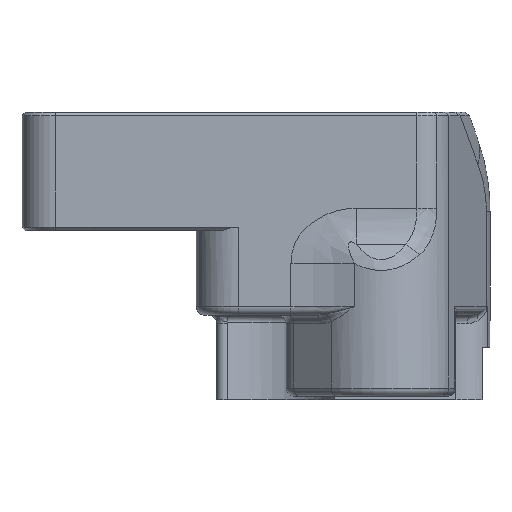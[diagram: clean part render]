
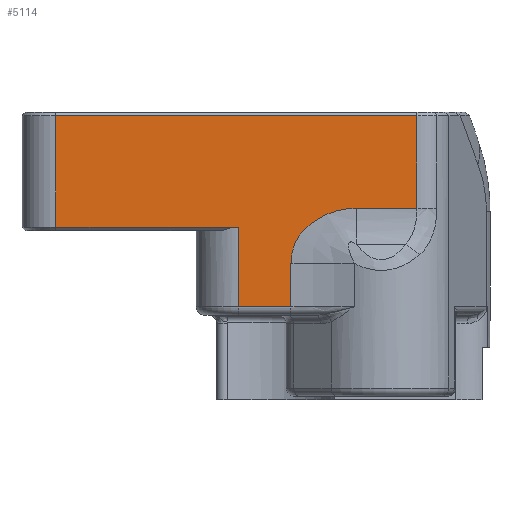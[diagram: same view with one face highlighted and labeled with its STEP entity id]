
A CAD part, front view. The second image highlights one B-rep face of the part: STEP entity #5114.
In plain terms, the highlighted planar face has unit normal (0, -1, 0).
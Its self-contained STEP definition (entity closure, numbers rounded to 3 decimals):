
#114=B_SPLINE_CURVE_WITH_KNOTS('',3,(#8908,#8909,#8910,#8911,#8912,#8913,
#8914,#8915,#8916),.UNSPECIFIED.,.F.,.F.,(4,1,1,1,1,1,4),(-1.,-0.857,
-0.571,-0.429,-0.286,-0.143,
0.),.UNSPECIFIED.);
#269=PLANE('',#5590);
#576=FACE_OUTER_BOUND('',#898,.T.);
#898=EDGE_LOOP('',(#4442,#4443,#4444,#4445,#4446,#4447,#4448,#4449,#4450));
#1333=LINE('',#8393,#1817);
#1335=LINE('',#8398,#1819);
#1354=LINE('',#8458,#1838);
#1366=LINE('',#8869,#1850);
#1374=LINE('',#8903,#1858);
#1375=LINE('',#8906,#1859);
#1376=LINE('',#8918,#1860);
#1377=LINE('',#8919,#1861);
#1817=VECTOR('',#6643,10.);
#1819=VECTOR('',#6649,10.);
#1838=VECTOR('',#6708,10.);
#1850=VECTOR('',#6802,10.);
#1858=VECTOR('',#6830,5.);
#1859=VECTOR('',#6833,10.);
#1860=VECTOR('',#6834,10.);
#1861=VECTOR('',#6835,10.);
#2502=VERTEX_POINT('',#8382);
#2504=VERTEX_POINT('',#8392);
#2505=VERTEX_POINT('',#8396);
#2526=VERTEX_POINT('',#8456);
#2557=VERTEX_POINT('',#8863);
#2558=VERTEX_POINT('',#8867);
#2563=VERTEX_POINT('',#8905);
#2564=VERTEX_POINT('',#8907);
#2565=VERTEX_POINT('',#8917);
#3112=EDGE_CURVE('',#2502,#2504,#1333,.T.);
#3115=EDGE_CURVE('',#2505,#2502,#1335,.T.);
#3145=EDGE_CURVE('',#2505,#2526,#1354,.T.);
#3203=EDGE_CURVE('',#2557,#2558,#1366,.T.);
#3217=EDGE_CURVE('',#2526,#2558,#1374,.T.);
#3218=EDGE_CURVE('',#2563,#2557,#1375,.T.);
#3219=EDGE_CURVE('',#2563,#2564,#114,.T.);
#3220=EDGE_CURVE('',#2564,#2565,#1376,.T.);
#3221=EDGE_CURVE('',#2565,#2504,#1377,.T.);
#4442=ORIENTED_EDGE('',*,*,#3115,.F.);
#4443=ORIENTED_EDGE('',*,*,#3145,.T.);
#4444=ORIENTED_EDGE('',*,*,#3217,.T.);
#4445=ORIENTED_EDGE('',*,*,#3203,.F.);
#4446=ORIENTED_EDGE('',*,*,#3218,.F.);
#4447=ORIENTED_EDGE('',*,*,#3219,.T.);
#4448=ORIENTED_EDGE('',*,*,#3220,.T.);
#4449=ORIENTED_EDGE('',*,*,#3221,.T.);
#4450=ORIENTED_EDGE('',*,*,#3112,.F.);
#5114=ADVANCED_FACE('',(#576),#269,.F.);
#5590=AXIS2_PLACEMENT_3D('',#8904,#6831,#6832);
#6643=DIRECTION('',(1.,0.,0.));
#6649=DIRECTION('',(0.,0.,1.));
#6708=DIRECTION('',(1.,0.,0.));
#6802=DIRECTION('',(-1.,0.,0.));
#6830=DIRECTION('',(0.,0.,-1.));
#6831=DIRECTION('center_axis',(0.,1.,0.));
#6832=DIRECTION('ref_axis',(-1.,0.,0.));
#6833=DIRECTION('',(0.,0.,-1.));
#6834=DIRECTION('',(1.,0.,0.));
#6835=DIRECTION('',(0.,0.,1.));
#8382=CARTESIAN_POINT('',(-36.3,-35.95,33.6));
#8392=CARTESIAN_POINT('',(6.371,-35.95,33.6));
#8393=CARTESIAN_POINT('',(-0.641,-35.95,33.6));
#8396=CARTESIAN_POINT('',(-36.3,-35.95,20.4));
#8398=CARTESIAN_POINT('',(-36.3,-35.95,17.));
#8456=CARTESIAN_POINT('',(-14.7,-35.95,20.4));
#8458=CARTESIAN_POINT('',(-15.911,-35.95,20.4));
#8863=CARTESIAN_POINT('',(-8.524,-35.95,11.));
#8867=CARTESIAN_POINT('',(-14.7,-35.95,11.));
#8869=CARTESIAN_POINT('',(-7.288,-35.95,11.));
#8903=CARTESIAN_POINT('',(-14.7,-35.95,0.));
#8904=CARTESIAN_POINT('Origin',(-3.402,-35.95,0.));
#8905=CARTESIAN_POINT('',(-8.524,-35.95,16.139));
#8906=CARTESIAN_POINT('',(-8.524,-35.95,10.4));
#8907=CARTESIAN_POINT('',(-0.792,-35.95,22.617));
#8908=CARTESIAN_POINT('Ctrl Pts',(-8.524,-35.95,16.139));
#8909=CARTESIAN_POINT('Ctrl Pts',(-8.524,-35.95,16.816));
#8910=CARTESIAN_POINT('Ctrl Pts',(-8.178,-35.95,18.672));
#8911=CARTESIAN_POINT('Ctrl Pts',(-7.026,-35.95,20.162));
#8912=CARTESIAN_POINT('Ctrl Pts',(-5.655,-35.95,21.197));
#8913=CARTESIAN_POINT('Ctrl Pts',(-4.377,-35.95,21.937));
#8914=CARTESIAN_POINT('Ctrl Pts',(-2.755,-35.95,22.515));
#8915=CARTESIAN_POINT('Ctrl Pts',(-1.468,-35.95,22.617));
#8916=CARTESIAN_POINT('Ctrl Pts',(-0.792,-35.95,
22.617));
#8917=CARTESIAN_POINT('',(6.371,-35.95,22.617));
#8918=CARTESIAN_POINT('',(-0.641,-35.95,22.617));
#8919=CARTESIAN_POINT('',(6.371,-35.95,0.));
